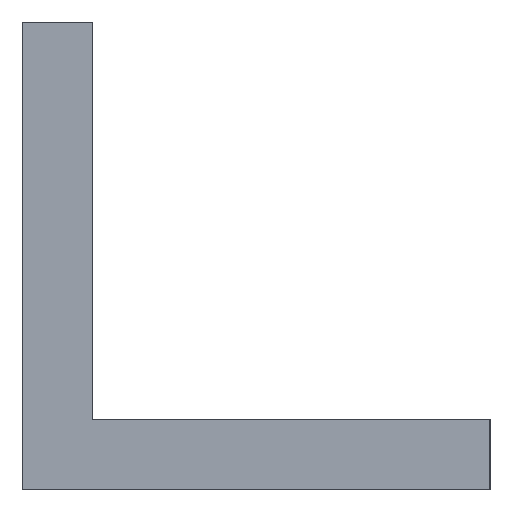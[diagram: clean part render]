
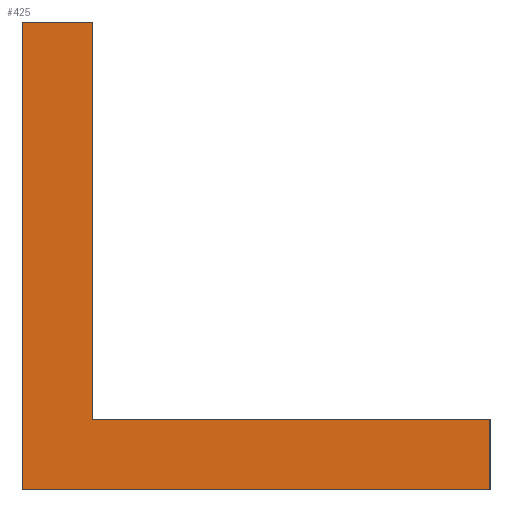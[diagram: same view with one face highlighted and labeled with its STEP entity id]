
A CAD part, left-side view. The second image highlights one B-rep face of the part: STEP entity #425.
In plain terms, the highlighted planar face has unit normal (-1, 0, 0).
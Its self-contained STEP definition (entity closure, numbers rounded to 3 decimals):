
#425=ADVANCED_FACE('',(#974),#975,.F.);
#974=FACE_OUTER_BOUND('',#1517,.T.);
#975=PLANE('',#1518);
#1517=EDGE_LOOP('',(#2840,#2841,#2842,#2843,#2844,#2845));
#1518=AXIS2_PLACEMENT_3D('',#2846,#2847,#2848);
#2840=ORIENTED_EDGE('',*,*,#3322,.F.);
#2841=ORIENTED_EDGE('',*,*,#3363,.F.);
#2842=ORIENTED_EDGE('',*,*,#3403,.T.);
#2843=ORIENTED_EDGE('',*,*,#3288,.F.);
#2844=ORIENTED_EDGE('',*,*,#3212,.F.);
#2845=ORIENTED_EDGE('',*,*,#3005,.F.);
#2846=CARTESIAN_POINT('',(0.,-1.5,10.0));
#2847=DIRECTION('',(1.0,0.0,0.0));
#2848=DIRECTION('',(0.0,0.0,-1.0));
#3005=EDGE_CURVE('',#3639,#3642,#3643,.T.);
#3212=EDGE_CURVE('',#3642,#3969,#3970,.T.);
#3288=EDGE_CURVE('',#3969,#4074,#4075,.T.);
#3322=EDGE_CURVE('',#4119,#3639,#4121,.T.);
#3363=EDGE_CURVE('',#4166,#4119,#4168,.T.);
#3403=EDGE_CURVE('',#4166,#4074,#4210,.T.);
#3639=VERTEX_POINT('',#4470);
#3642=VERTEX_POINT('',#4474);
#3643=LINE('',#4475,#4476);
#3969=VERTEX_POINT('',#4880);
#3970=LINE('',#4881,#4882);
#4074=VERTEX_POINT('',#4997);
#4075=LINE('',#4998,#4999);
#4119=VERTEX_POINT('',#5047);
#4121=LINE('',#5050,#5051);
#4166=VERTEX_POINT('',#5107);
#4168=LINE('',#5110,#5111);
#4210=LINE('',#5160,#5161);
#4470=CARTESIAN_POINT('',(0.0,-3.,3.0));
#4474=CARTESIAN_POINT('',(0.0,-20.0,3.0));
#4475=CARTESIAN_POINT('',(0.0,-10.0,3.0));
#4476=VECTOR('',#5454,1.0);
#4880=CARTESIAN_POINT('',(0.0,-20.0,0.0));
#4881=CARTESIAN_POINT('',(0.0,-20.0,1.5));
#4882=VECTOR('',#5761,1.0);
#4997=CARTESIAN_POINT('',(0.,0.,0.));
#4998=CARTESIAN_POINT('',(0.,-1.5,0.));
#4999=VECTOR('',#5920,1.0);
#5047=CARTESIAN_POINT('',(0.,-3.,20.0));
#5050=CARTESIAN_POINT('',(0.,-3.,10.0));
#5051=VECTOR('',#6001,1.0);
#5107=CARTESIAN_POINT('',(0.,0.,20.0));
#5110=CARTESIAN_POINT('',(0.,-1.5,20.0));
#5111=VECTOR('',#6038,1.0);
#5160=CARTESIAN_POINT('',(0.,0.,10.0));
#5161=VECTOR('',#6091,1.0);
#5454=DIRECTION('',(0.0,-1.0,0.0));
#5761=DIRECTION('',(0.0,0.0,-1.0));
#5920=DIRECTION('',(0.0,1.0,0.0));
#6001=DIRECTION('',(0.0,0.0,-1.0));
#6038=DIRECTION('',(0.0,-1.0,0.0));
#6091=DIRECTION('',(0.0,0.0,-1.0));
